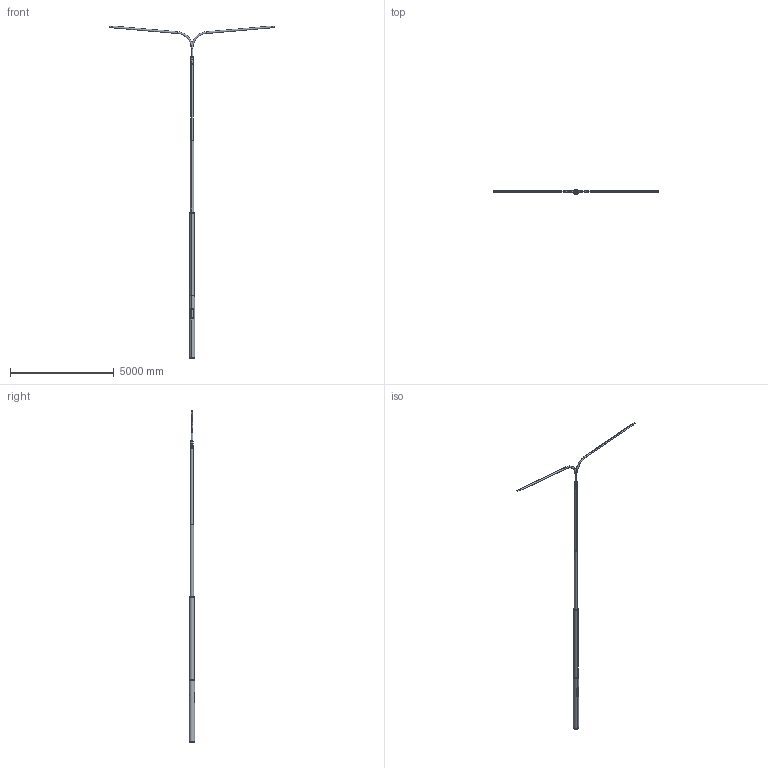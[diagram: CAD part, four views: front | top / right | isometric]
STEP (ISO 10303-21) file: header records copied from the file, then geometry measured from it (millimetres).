
FILE_DESCRIPTION (( 'STEP AP214' ), '1' );
FILE_NAME ('110740KGXS T140C315O 4608196 T-VARTINEN OLAKEPYLVÄS_3D.step', '2022-05-28T14:33:44', ( '' ), ( '' ), 'SwSTEP 2.0', 'SolidWorks 2021', '' );
FILE_SCHEMA (( 'AUTOMOTIVE_DESIGN' ));
Length unit declared in the file: millimetre
Products named in the file (19): C315O OLAKERUNKO_C315O; 168,3X4,0 PYÖREÄPUTKI-VÄLI_219-168-140 VŽLIPUTKI TASAPŽŽT-3500; OLAKEVARREN LATTA_LATTA 3X9,5X200; OLAKE T-VARREN PIDEMPI AIHIO_T140CO; KYTKENTÄAUKON LATTARAUTA_LATTA 4X20X150; socket set screw cone point_din_DIN 914 - M10 x 40-N; T-OLAKEVARSI_T140CO; 139,7X3,6 PYÖREÄPUTKI-LATVA 2X LATVAREIÄT_139,7X3,6 2X LATVAREIŽT-4000; SOVITERENGAS OLAKEVARSI_SOVITERENGAS D89-D139; 273,0X5,0 PY烼E鵬UTKI-TYVI_273,0X5,0 TYVIPUTKI-3000; 110740KGXS T140C315O 4608196 T-VARTINEN OLAKEPYLVÄS_3D; YKSI R_KYTKENTÄAUKON LUUKKU_LUUKKU D273; socket set screw cone point_din_DIN 914 - M10 x 30-N; socket head cap screw_din_DIN 912 M6 x 16 --- 16N; SOVITERENGAS SORVATTU_D219-D168; LATTA 5X16X460 KYTKENTÄAUKON VAHVIKE_C 1; 219,1X4,5 PYÖREÄPUTKI-VÄLI_273-219-168 VŽLIPUTKI TASAPŽŽT-4000; OLAKE T-VARREN LYHYEMPI AIHIO_T140CO; SOVITERENGAS SORVATTU_D273-D219
Assembly tree (32 placements, depth 3):
  110740KGXS T140C315O 4608196 T-VARTINEN OLAKEPYLVÄS_3D
    T-OLAKEVARSI_T140CO
      OLAKE T-VARREN PIDEMPI AIHIO_T140CO
      OLAKE T-VARREN LYHYEMPI AIHIO_T140CO
      SOVITERENGAS OLAKEVARSI_SOVITERENGAS D89-D139
      OLAKEVARREN LATTA_LATTA 3X9,5X200  x4
    C315O OLAKERUNKO_C315O
      273,0X5,0 PY烼E鵬UTKI-TYVI_273,0X5,0 TYVIPUTKI-3000
      SOVITERENGAS SORVATTU_D273-D219
      SOVITERENGAS SORVATTU_D219-D168
      219,1X4,5 PYÖREÄPUTKI-VÄLI_273-219-168 VŽLIPUTKI TASAPŽŽT-4000
      168,3X4,0 PYÖREÄPUTKI-VÄLI_219-168-140 VŽLIPUTKI TASAPŽŽT-3500
      139,7X3,6 PYÖREÄPUTKI-LATVA 2X LATVAREIÄT_139,7X3,6 2X LATVAREIŽT-4000
      socket set screw cone point_din_DIN 914 - M10 x 40-N
      socket set screw cone point_din_DIN 914 - M10 x 30-N  x7
      YKSI R_KYTKENTÄAUKON LUUKKU_LUUKKU D273
      socket head cap screw_din_DIN 912 M6 x 16 --- 16N  x4
      KYTKENTÄAUKON LATTARAUTA_LATTA 4X20X150  x2
      LATTA 5X16X460 KYTKENTÄAUKON VAHVIKE_C 1  x2
Bounding box: 8005.09 x 280.5 x 16031.28 mm (x, y, z)
Volume: 45801387.2 mm3; surface area: 22942494.4 mm2
Topology: 30 solids, 30 shells, 482 faces, 1125 edges, 690 vertices
Faces by surface type: plane 214, cylinder 136, cone 92, torus 35, bspline 5
Entity records: 14167 total; most frequent: CARTESIAN_POINT 6653, DIRECTION 1436, ORIENTED_EDGE 1382, EDGE_CURVE 691, AXIS2_PLACEMENT_3D 557, VERTEX_POINT 427, VECTOR 322, LINE 322
